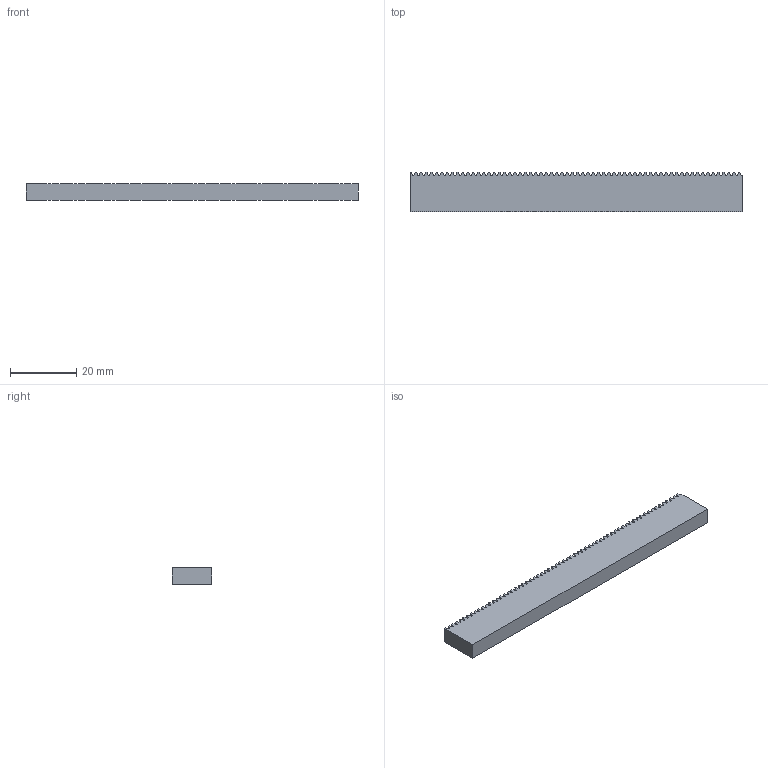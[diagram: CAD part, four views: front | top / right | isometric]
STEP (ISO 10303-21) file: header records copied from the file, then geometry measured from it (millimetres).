
FILE_DESCRIPTION (( 'STEP AP203' ), '1' );
FILE_NAME ('2485N242_METAL GEAR RACK - 20 DEGREE PRESSURE ANGLE.STEP', '2020-08-05T18:02:33', ( 'Administrator' ), ( 'Managed by Terraform' ), 'SwSTEP 2.0', 'SolidWorks 2017', '' );
FILE_SCHEMA (( 'CONFIG_CONTROL_DESIGN' ));
Length unit declared in the file: inch
Products named in the file (1): 2485N242_METAL GEAR RACK - 20 DEGREE PRESSURE ANGLE
Bounding box: 100 x 12 x 5 mm (x, y, z)
Volume: 5733.3 mm3; surface area: 3908.7 mm2
Topology: 1 solids, 1 shells, 387 faces, 1155 edges, 770 vertices
Faces by surface type: plane 260, cylinder 127
Entity records: 13062 total; most frequent: CARTESIAN_POINT 2313, ORIENTED_EDGE 2310, DIRECTION 2185, EDGE_CURVE 1155, VECTOR 901, LINE 901, VERTEX_POINT 770, AXIS2_PLACEMENT_3D 642
